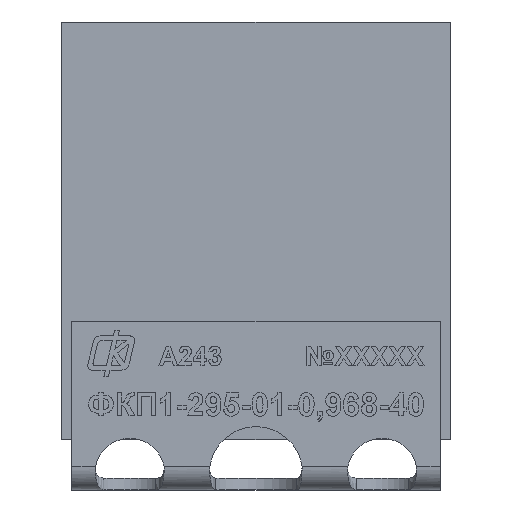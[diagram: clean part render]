
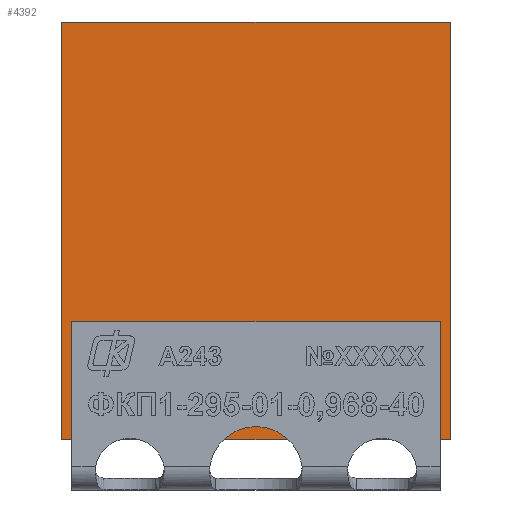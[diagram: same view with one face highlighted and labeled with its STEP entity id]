
A CAD part, top view. The second image highlights one B-rep face of the part: STEP entity #4392.
In plain terms, the highlighted planar face has unit normal (0, 0, 1).
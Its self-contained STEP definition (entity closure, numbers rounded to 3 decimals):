
#4392=ADVANCED_FACE('',(#12507),#12509,.F.);
#12507=FACE_BOUND('',#12508,.T.);
#12508=EDGE_LOOP('',(#15193,#15194,#15195,#15196));
#12509=PLANE('',#12510);
#12510=AXIS2_PLACEMENT_3D('',#12511,#12512,#12513);
#12511=CARTESIAN_POINT('',(-5.,5.375,1.8));
#12512=DIRECTION('',(0.,0.,-1.));
#12513=DIRECTION('',(-1.,0.,0.));
#15193=ORIENTED_EDGE('',*,*,#16546,.T.);
#15194=ORIENTED_EDGE('',*,*,#16556,.F.);
#15195=ORIENTED_EDGE('',*,*,#16544,.F.);
#15196=ORIENTED_EDGE('',*,*,#16574,.T.);
#16544=EDGE_CURVE('',#18696,#18691,#18698,.T.);
#16546=EDGE_CURVE('',#18702,#18699,#18703,.T.);
#16556=EDGE_CURVE('',#18691,#18699,#18720,.T.);
#16574=EDGE_CURVE('',#18696,#18702,#18752,.T.);
#18691=VERTEX_POINT('',#34044);
#18696=VERTEX_POINT('',#34053);
#18698=LINE('',#34057,#34058);
#18699=VERTEX_POINT('',#34060);
#18702=VERTEX_POINT('',#34065);
#18703=LINE('',#34066,#34067);
#18720=LINE('',#34103,#34104);
#18752=LINE('',#34171,#34172);
#34044=CARTESIAN_POINT('',(5.,5.375,1.8));
#34053=CARTESIAN_POINT('',(-5.,5.375,1.8));
#34057=CARTESIAN_POINT('',(-5.,5.375,1.8));
#34058=VECTOR('',#34059,1.);
#34059=DIRECTION('',(1.,0.,0.));
#34060=CARTESIAN_POINT('',(5.,-5.375,1.8));
#34065=CARTESIAN_POINT('',(-5.,-5.375,1.8));
#34066=CARTESIAN_POINT('',(-5.,-5.375,1.8));
#34067=VECTOR('',#34068,1.);
#34068=DIRECTION('',(1.,0.,0.));
#34103=CARTESIAN_POINT('',(5.,5.375,1.8));
#34104=VECTOR('',#34105,1.);
#34105=DIRECTION('',(0.,-1.,0.));
#34171=CARTESIAN_POINT('',(-5.,5.375,1.8));
#34172=VECTOR('',#34173,1.);
#34173=DIRECTION('',(0.,-1.,0.));
